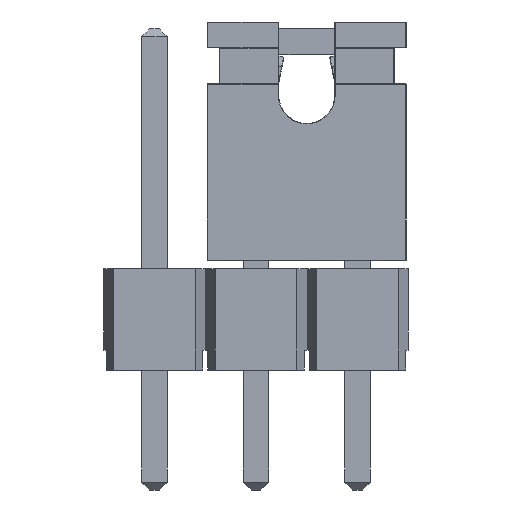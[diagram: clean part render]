
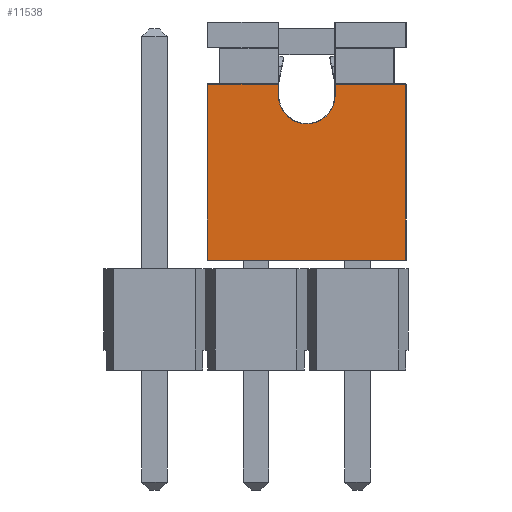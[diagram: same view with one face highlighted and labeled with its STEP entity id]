
A CAD part, front view. The second image highlights one B-rep face of the part: STEP entity #11538.
In plain terms, the highlighted planar face has unit normal (0, -1, 0).
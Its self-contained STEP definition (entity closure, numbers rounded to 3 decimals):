
#850=CIRCLE('',#12663,0.71);
#2602=FACE_OUTER_BOUND('',#3308,.T.);
#3308=EDGE_LOOP('',(#10509,#10510,#10511,#10512,#10513,#10514,#10515,#10516));
#3928=LINE('',#21273,#4734);
#3932=LINE('',#21282,#4738);
#3939=LINE('',#21310,#4745);
#3951=LINE('',#21344,#4757);
#4082=LINE('',#22416,#4888);
#4083=LINE('',#22423,#4889);
#4119=LINE('',#22595,#4925);
#4734=VECTOR('',#14920,10.);
#4738=VECTOR('',#14930,10.);
#4745=VECTOR('',#14965,10.);
#4757=VECTOR('',#15003,10.);
#4888=VECTOR('',#15710,10.);
#4889=VECTOR('',#15721,10.);
#4925=VECTOR('',#15957,10.);
#5614=VERTEX_POINT('',#21255);
#5618=VERTEX_POINT('',#21266);
#5622=VERTEX_POINT('',#21280);
#5628=VERTEX_POINT('',#21303);
#5638=VERTEX_POINT('',#21343);
#5804=VERTEX_POINT('',#22412);
#5805=VERTEX_POINT('',#22414);
#5806=VERTEX_POINT('',#22418);
#6978=EDGE_CURVE('',#5618,#5614,#3928,.T.);
#6983=EDGE_CURVE('',#5622,#5618,#3932,.T.);
#6998=EDGE_CURVE('',#5614,#5628,#3939,.T.);
#7015=EDGE_CURVE('',#5628,#5638,#3951,.T.);
#7322=EDGE_CURVE('',#5805,#5804,#4082,.T.);
#7324=EDGE_CURVE('',#5806,#5805,#850,.T.);
#7326=EDGE_CURVE('',#5638,#5806,#4083,.T.);
#7413=EDGE_CURVE('',#5804,#5622,#4119,.T.);
#10509=ORIENTED_EDGE('',*,*,#6983,.F.);
#10510=ORIENTED_EDGE('',*,*,#7413,.F.);
#10511=ORIENTED_EDGE('',*,*,#7322,.F.);
#10512=ORIENTED_EDGE('',*,*,#7324,.F.);
#10513=ORIENTED_EDGE('',*,*,#7326,.F.);
#10514=ORIENTED_EDGE('',*,*,#7015,.F.);
#10515=ORIENTED_EDGE('',*,*,#6998,.F.);
#10516=ORIENTED_EDGE('',*,*,#6978,.F.);
#10863=PLANE('',#12768);
#11538=ADVANCED_FACE('',(#2602),#10863,.T.);
#12663=AXIS2_PLACEMENT_3D('',#22420,#15715,#15716);
#12768=AXIS2_PLACEMENT_3D('',#22600,#15964,#15965);
#14920=DIRECTION('',(-1.,0.,0.));
#14930=DIRECTION('',(0.,0.,-1.));
#14965=DIRECTION('',(0.,0.,1.));
#15003=DIRECTION('',(1.,0.,0.));
#15710=DIRECTION('',(0.,0.,1.));
#15715=DIRECTION('center_axis',(0.,-1.,0.));
#15716=DIRECTION('ref_axis',(0.,0.,
-1.));
#15721=DIRECTION('',(0.,0.,-1.));
#15957=DIRECTION('',(1.,0.,0.));
#15964=DIRECTION('center_axis',(0.,-1.,0.));
#15965=DIRECTION('ref_axis',(1.,0.,0.));
#21255=CARTESIAN_POINT('',(-1.21,-1.223,2.76));
#21266=CARTESIAN_POINT('',(3.75,-1.223,2.76));
#21273=CARTESIAN_POINT('',(0.025,-1.223,2.76));
#21280=CARTESIAN_POINT('',(3.75,-1.223,7.16));
#21282=CARTESIAN_POINT('',(3.75,-1.223,2.75));
#21303=CARTESIAN_POINT('',(-1.21,-1.223,7.16));
#21310=CARTESIAN_POINT('',(-1.21,-1.223,2.75));
#21343=CARTESIAN_POINT('',(0.56,-1.223,7.16));
#21344=CARTESIAN_POINT('',(1.27,-1.223,7.16));
#22412=CARTESIAN_POINT('',(1.98,-1.223,7.16));
#22414=CARTESIAN_POINT('',(1.98,-1.223,6.88));
#22416=CARTESIAN_POINT('',(1.98,-1.223,5.735));
#22418=CARTESIAN_POINT('',(0.56,-1.223,6.88));
#22420=CARTESIAN_POINT('Origin',(1.27,-1.223,6.88));
#22423=CARTESIAN_POINT('',(0.56,-1.223,4.815));
#22595=CARTESIAN_POINT('',(1.27,-1.223,7.16));
#22600=CARTESIAN_POINT('Origin',(-1.22,-1.223,2.75));
